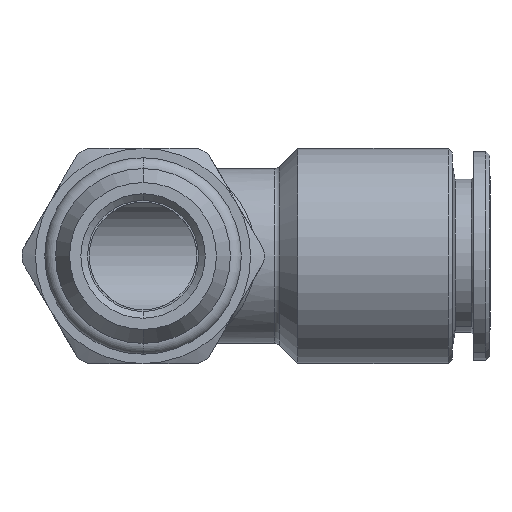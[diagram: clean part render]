
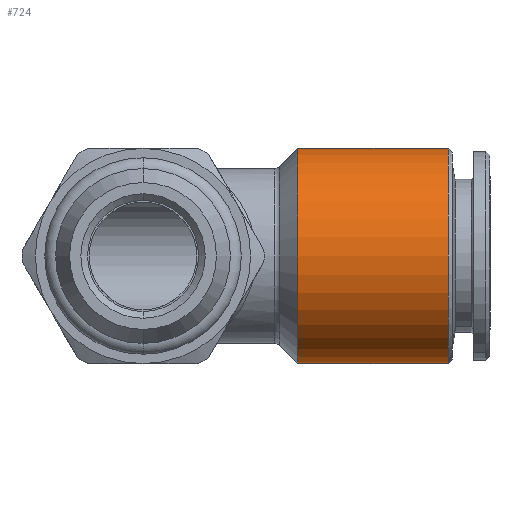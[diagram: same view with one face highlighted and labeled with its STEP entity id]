
A CAD part, front view. The second image highlights one B-rep face of the part: STEP entity #724.
In plain terms, the highlighted cylindrical face has radius 8 mm (diameter 16 mm), a partial arc.
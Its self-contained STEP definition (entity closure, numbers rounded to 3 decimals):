
#590 = EDGE_CURVE ( 'NONE', #935, #822, #2207, .T. ) ;
#591 = EDGE_LOOP ( 'NONE', ( #725, #707, #718, #714 ) ) ;
#707 = ORIENTED_EDGE ( 'NONE', *, *, #590, .T. ) ;
#713 = EDGE_CURVE ( 'NONE', #776, #773, #2435, .T. ) ;
#714 = ORIENTED_EDGE ( 'NONE', *, *, #713, .T. ) ;
#718 = ORIENTED_EDGE ( 'NONE', *, *, #964, .T. ) ;
#724 = ADVANCED_FACE ( 'NONE', ( #2374 ), #2366, .T. ) ;
#725 = ORIENTED_EDGE ( 'NONE', *, *, #932, .F. ) ;
#773 = VERTEX_POINT ( 'NONE', #2667 ) ;
#776 = VERTEX_POINT ( 'NONE', #2626 ) ;
#822 = VERTEX_POINT ( 'NONE', #2824 ) ;
#932 = EDGE_CURVE ( 'NONE', #935, #773, #3128, .T. ) ;
#935 = VERTEX_POINT ( 'NONE', #3164 ) ;
#964 = EDGE_CURVE ( 'NONE', #822, #776, #3149, .T. ) ;
#2181 = DIRECTION ( 'NONE',  ( 0., 0., 1. ) ) ;
#2204 = DIRECTION ( 'NONE',  ( -1., 0., 0. ) ) ;
#2205 = CARTESIAN_POINT ( 'NONE',  ( 22.7, 0., 0. ) ) ;
#2206 = AXIS2_PLACEMENT_3D ( 'NONE', #2205, #2204, #2181 ) ;
#2207 = CIRCLE ( 'NONE', #2206, 8. ) ;
#2363 = DIRECTION ( 'NONE',  ( 0., 0., 1. ) ) ;
#2364 = DIRECTION ( 'NONE',  ( -1., 0., 0. ) ) ;
#2365 = AXIS2_PLACEMENT_3D ( 'NONE', #2373, #2364, #2363 ) ;
#2366 = CYLINDRICAL_SURFACE ( 'NONE', #2365, 8. ) ;
#2373 = CARTESIAN_POINT ( 'NONE',  ( 0., 0., 0. ) ) ;
#2374 = FACE_OUTER_BOUND ( 'NONE', #591, .T. ) ;
#2431 = DIRECTION ( 'NONE',  ( 0., 0., -1. ) ) ;
#2432 = DIRECTION ( 'NONE',  ( 1., 0., 0. ) ) ;
#2433 = CARTESIAN_POINT ( 'NONE',  ( 11.5, 0., 0. ) ) ;
#2434 = AXIS2_PLACEMENT_3D ( 'NONE', #2433, #2432, #2431 ) ;
#2435 = CIRCLE ( 'NONE', #2434, 8. ) ;
#2626 = CARTESIAN_POINT ( 'NONE',  ( 11.5, 0., 8. ) ) ;
#2667 = CARTESIAN_POINT ( 'NONE',  ( 11.5, 0., -8. ) ) ;
#2824 = CARTESIAN_POINT ( 'NONE',  ( 22.7, 0., 8. ) ) ;
#3116 = DIRECTION ( 'NONE',  ( -1., 0., 0. ) ) ;
#3117 = VECTOR ( 'NONE', #3116, 1000. ) ;
#3118 = CARTESIAN_POINT ( 'NONE',  ( 0., 0., -8. ) ) ;
#3128 = LINE ( 'NONE', #3118, #3117 ) ;
#3146 = DIRECTION ( 'NONE',  ( -1., 0., 0. ) ) ;
#3147 = VECTOR ( 'NONE', #3146, 1000. ) ;
#3148 = CARTESIAN_POINT ( 'NONE',  ( 0., 0., 8. ) ) ;
#3149 = LINE ( 'NONE', #3148, #3147 ) ;
#3164 = CARTESIAN_POINT ( 'NONE',  ( 22.7, 0., -8. ) ) ;
